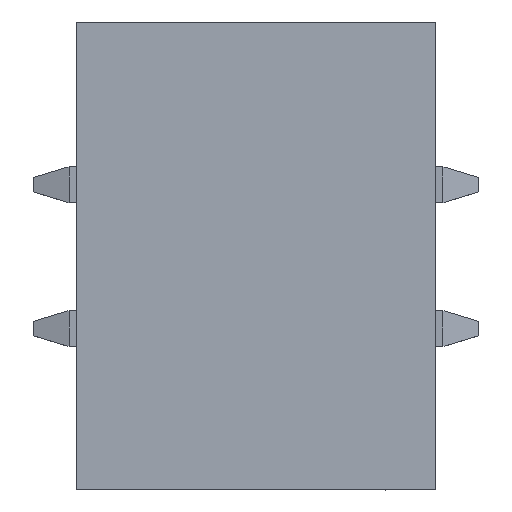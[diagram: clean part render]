
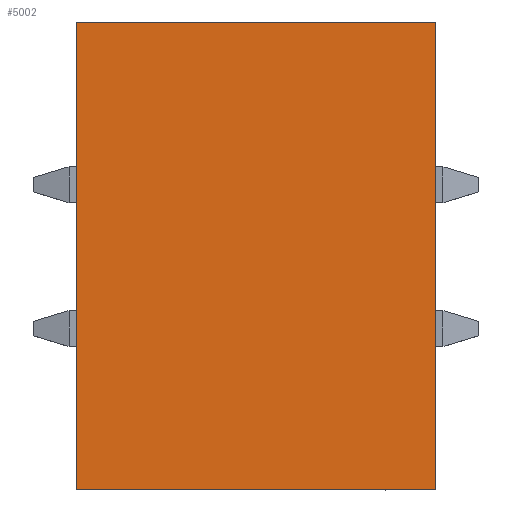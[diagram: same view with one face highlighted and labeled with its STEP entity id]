
A CAD part, top view. The second image highlights one B-rep face of the part: STEP entity #5002.
In plain terms, the highlighted planar face has unit normal (0, 0, 1).
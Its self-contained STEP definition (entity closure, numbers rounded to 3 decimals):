
#989=ORIENTED_EDGE('',*,*,#1579,.T.);
#990=ORIENTED_EDGE('',*,*,#1580,.F.);
#991=ORIENTED_EDGE('',*,*,#1581,.F.);
#992=ORIENTED_EDGE('',*,*,#1582,.T.);
#1579=EDGE_CURVE('',#1901,#1902,#2381,.T.);
#1580=EDGE_CURVE('',#1903,#1902,#2382,.T.);
#1581=EDGE_CURVE('',#1904,#1903,#2383,.T.);
#1582=EDGE_CURVE('',#1904,#1901,#2384,.T.);
#1901=VERTEX_POINT('',#7147);
#1902=VERTEX_POINT('',#7148);
#1903=VERTEX_POINT('',#7150);
#1904=VERTEX_POINT('',#7152);
#2381=LINE('',#7146,#2871);
#2382=LINE('',#7149,#2872);
#2383=LINE('',#7151,#2873);
#2384=LINE('',#7153,#2874);
#2871=VECTOR('',#6121,1000.);
#2872=VECTOR('',#6122,1000.);
#2873=VECTOR('',#6123,1000.);
#2874=VECTOR('',#6124,1000.);
#3078=EDGE_LOOP('',(#989,#990,#991,#992));
#3282=FACE_BOUND('',#3078,.T.);
#3463=PLANE('',#5223);
#5002=ADVANCED_FACE('',(#3282),#3463,.F.);
#5223=AXIS2_PLACEMENT_3D('',#7145,#6119,#6120);
#6119=DIRECTION('',(0.,0.,-1.));
#6120=DIRECTION('',(0.,-1.,0.));
#6121=DIRECTION('',(0.,-1.,0.));
#6122=DIRECTION('',(-1.,0.,0.));
#6123=DIRECTION('',(0.,-1.,0.));
#6124=DIRECTION('',(-1.,0.,0.));
#7145=CARTESIAN_POINT('',(3.25,2.5,6.));
#7146=CARTESIAN_POINT('',(-3.25,2.5,6.));
#7147=CARTESIAN_POINT('',(-3.25,2.5,6.));
#7148=CARTESIAN_POINT('',(-3.25,-2.5,6.));
#7149=CARTESIAN_POINT('',(3.25,-2.5,6.));
#7150=CARTESIAN_POINT('',(3.25,-2.5,6.));
#7151=CARTESIAN_POINT('',(3.25,2.5,6.));
#7152=CARTESIAN_POINT('',(3.25,2.5,6.));
#7153=CARTESIAN_POINT('',(3.25,2.5,6.));
